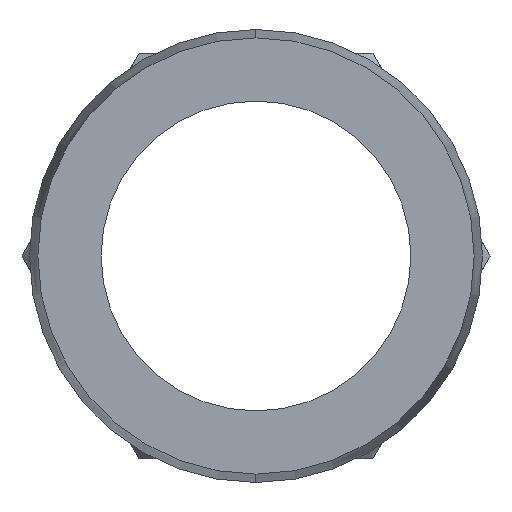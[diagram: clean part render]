
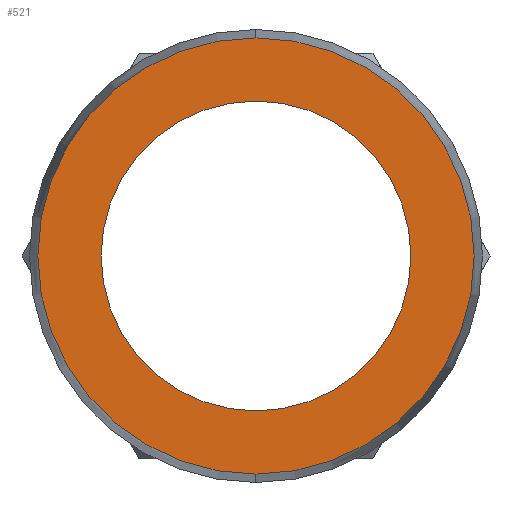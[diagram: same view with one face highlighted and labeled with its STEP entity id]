
A CAD part, left-side view. The second image highlights one B-rep face of the part: STEP entity #521.
In plain terms, the highlighted planar face has unit normal (-1, 0, 0).
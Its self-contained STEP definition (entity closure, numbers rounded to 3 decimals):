
#40 = EDGE_CURVE ( 'NONE', #3313, #2684, #4476, .T. ) ;
#59 = DIRECTION ( 'NONE',  ( 0., 0., 1. ) ) ;
#96 = FACE_BOUND ( 'NONE', #3294, .T. ) ;
#153 = DIRECTION ( 'NONE',  ( -1., 0., 0. ) ) ;
#159 = PLANE ( 'NONE',  #5443 ) ;
#194 = VERTEX_POINT ( 'NONE', #3199 ) ;
#399 = ORIENTED_EDGE ( 'NONE', *, *, #40, .T. ) ;
#521 = ADVANCED_FACE ( 'NONE', ( #96, #4883 ), #159, .F. ) ;
#628 = CIRCLE ( 'NONE', #1212, 6.5 ) ;
#641 = CIRCLE ( 'NONE', #3412, 9.15 ) ;
#732 = AXIS2_PLACEMENT_3D ( 'NONE', #3842, #153, #59 ) ;
#831 = VERTEX_POINT ( 'NONE', #4510 ) ;
#890 = EDGE_CURVE ( 'NONE', #2684, #3313, #628, .T. ) ;
#936 = CIRCLE ( 'NONE', #732, 9.15 ) ;
#1113 = ORIENTED_EDGE ( 'NONE', *, *, #3583, .T. ) ;
#1212 = AXIS2_PLACEMENT_3D ( 'NONE', #2798, #1740, #5604 ) ;
#1250 = EDGE_LOOP ( 'NONE', ( #1113, #6081 ) ) ;
#1508 = DIRECTION ( 'NONE',  ( 0., 0., -1. ) ) ;
#1587 = DIRECTION ( 'NONE',  ( 1., 0., 0. ) ) ;
#1682 = CARTESIAN_POINT ( 'NONE',  ( 0., 0., 6.5 ) ) ;
#1740 = DIRECTION ( 'NONE',  ( 1., 0., 0. ) ) ;
#2375 = CARTESIAN_POINT ( 'NONE',  ( 0., 0., -6.5 ) ) ;
#2684 = VERTEX_POINT ( 'NONE', #2375 ) ;
#2741 = EDGE_CURVE ( 'NONE', #831, #194, #641, .T. ) ;
#2798 = CARTESIAN_POINT ( 'NONE',  ( 0., 0., 0. ) ) ;
#2989 = DIRECTION ( 'NONE',  ( 0., 0., -1. ) ) ;
#3199 = CARTESIAN_POINT ( 'NONE',  ( 0., 0., -9.15 ) ) ;
#3294 = EDGE_LOOP ( 'NONE', ( #399, #3744 ) ) ;
#3313 = VERTEX_POINT ( 'NONE', #1682 ) ;
#3396 = CARTESIAN_POINT ( 'NONE',  ( 0., 0., 0. ) ) ;
#3412 = AXIS2_PLACEMENT_3D ( 'NONE', #5319, #4835, #4407 ) ;
#3435 = DIRECTION ( 'NONE',  ( 1., 0., 0. ) ) ;
#3583 = EDGE_CURVE ( 'NONE', #194, #831, #936, .T. ) ;
#3744 = ORIENTED_EDGE ( 'NONE', *, *, #890, .T. ) ;
#3842 = CARTESIAN_POINT ( 'NONE',  ( 0., 0., 0. ) ) ;
#3906 = CARTESIAN_POINT ( 'NONE',  ( 0., 0., 0. ) ) ;
#4407 = DIRECTION ( 'NONE',  ( 0., 0., 1. ) ) ;
#4476 = CIRCLE ( 'NONE', #5648, 6.5 ) ;
#4510 = CARTESIAN_POINT ( 'NONE',  ( 0., 0., 9.15 ) ) ;
#4835 = DIRECTION ( 'NONE',  ( -1., 0., 0. ) ) ;
#4883 = FACE_OUTER_BOUND ( 'NONE', #1250, .T. ) ;
#5319 = CARTESIAN_POINT ( 'NONE',  ( 0., 0., 0. ) ) ;
#5443 = AXIS2_PLACEMENT_3D ( 'NONE', #3906, #3435, #1508 ) ;
#5604 = DIRECTION ( 'NONE',  ( 0., 0., -1. ) ) ;
#5648 = AXIS2_PLACEMENT_3D ( 'NONE', #3396, #1587, #2989 ) ;
#6081 = ORIENTED_EDGE ( 'NONE', *, *, #2741, .T. ) ;
